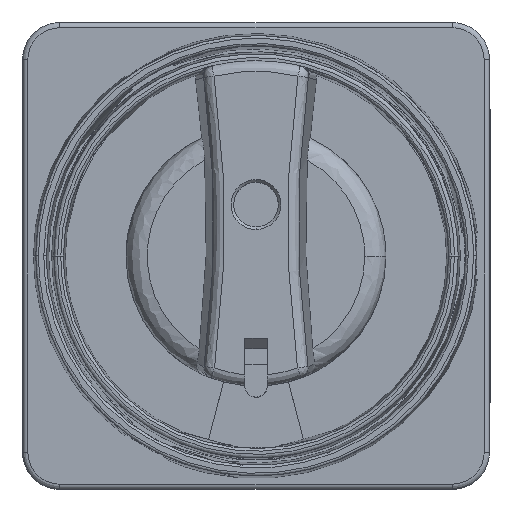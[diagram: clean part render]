
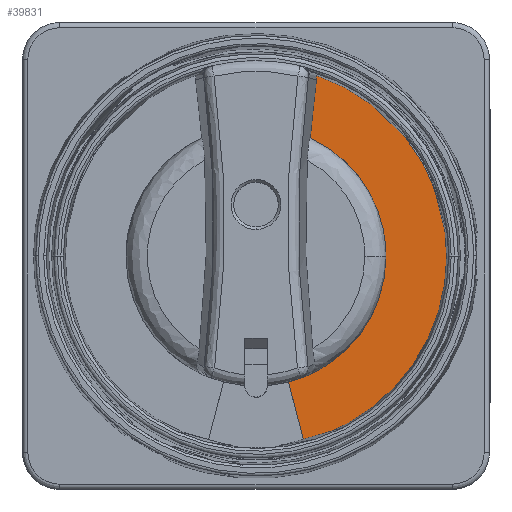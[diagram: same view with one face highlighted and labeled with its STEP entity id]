
A CAD part, top view. The second image highlights one B-rep face of the part: STEP entity #39831.
In plain terms, the highlighted free-form (B-spline) face has degree [1, 1] with [2, 2] control points.
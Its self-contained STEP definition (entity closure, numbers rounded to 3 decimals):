
#36919 = VERTEX_POINT('',#36920);
#36920 = CARTESIAN_POINT('',(-49.739,42.862,
    76.548));
#36925 = EDGE_CURVE('',#36926,#36919,#36928,.T.);
#36926 = VERTEX_POINT('',#36927);
#36927 = CARTESIAN_POINT('',(-62.687,63.041,
    76.548));
#36928 = ( BOUNDED_CURVE() B_SPLINE_CURVE(2,(#36929,#36930,#36931),
.UNSPECIFIED.,.F.,.F.) B_SPLINE_CURVE_WITH_KNOTS((3,3),(5.142,
6.283),.PIECEWISE_BEZIER_KNOTS.) CURVE() 
GEOMETRIC_REPRESENTATION_ITEM() RATIONAL_B_SPLINE_CURVE((1.,
0.842,1.)) REPRESENTATION_ITEM('') );
#36929 = CARTESIAN_POINT('',(-62.687,63.041,
    76.548));
#36930 = CARTESIAN_POINT('',(-49.739,57.105,
    76.548));
#36931 = CARTESIAN_POINT('',(-49.739,42.862,
    76.548));
#37291 = VERTEX_POINT('',#37292);
#37292 = CARTESIAN_POINT('',(-41.923,55.483,
    76.548));
#37339 = VERTEX_POINT('',#37340);
#37340 = CARTESIAN_POINT('',(-46.,62.545,
    76.548));
#37347 = EDGE_CURVE('',#37348,#37339,#37350,.T.);
#37348 = VERTEX_POINT('',#37349);
#37349 = CARTESIAN_POINT('',(-61.685,73.766,
    76.548));
#37350 = ( BOUNDED_CURVE() B_SPLINE_CURVE(2,(#37351,#37352,#37353),
.UNSPECIFIED.,.F.,.F.) B_SPLINE_CURVE_WITH_KNOTS((3,3),(5.033,
5.634),.PIECEWISE_BEZIER_KNOTS.) CURVE() 
GEOMETRIC_REPRESENTATION_ITEM() RATIONAL_B_SPLINE_CURVE((1.,
0.955,1.)) REPRESENTATION_ITEM('') );
#37351 = CARTESIAN_POINT('',(-61.685,73.766,
    76.548));
#37352 = CARTESIAN_POINT('',(-52.103,70.587,
    76.548));
#37353 = CARTESIAN_POINT('',(-46.,62.545,
    76.548));
#37364 = VERTEX_POINT('',#37365);
#37365 = CARTESIAN_POINT('',(-39.377,42.862,
    76.548));
#37370 = EDGE_CURVE('',#37291,#37364,#37371,.T.);
#37371 = ( BOUNDED_CURVE() B_SPLINE_CURVE(2,(#37372,#37373,#37374),
.UNSPECIFIED.,.F.,.F.) B_SPLINE_CURVE_WITH_KNOTS((3,3),(5.885,
6.283),.PIECEWISE_BEZIER_KNOTS.) CURVE() 
GEOMETRIC_REPRESENTATION_ITEM() RATIONAL_B_SPLINE_CURVE((1.,
0.98,1.)) REPRESENTATION_ITEM('') );
#37372 = CARTESIAN_POINT('',(-41.923,55.483,
    76.548));
#37373 = CARTESIAN_POINT('',(-39.377,49.429,
    76.548));
#37374 = CARTESIAN_POINT('',(-39.377,42.862,
    76.548));
#37472 = VERTEX_POINT('',#37473);
#37473 = CARTESIAN_POINT('',(-63.783,11.339,
    76.548));
#37479 = EDGE_CURVE('',#37364,#37472,#37480,.T.);
#37480 = ( BOUNDED_CURVE() B_SPLINE_CURVE(2,(#37481,#37482,#37483),
.UNSPECIFIED.,.F.,.F.) B_SPLINE_CURVE_WITH_KNOTS((3,3),(0.,
1.318),.PIECEWISE_BEZIER_KNOTS.) CURVE() 
GEOMETRIC_REPRESENTATION_ITEM() RATIONAL_B_SPLINE_CURVE((1.,
0.791,1.)) REPRESENTATION_ITEM('') );
#37481 = CARTESIAN_POINT('',(-39.377,42.862,
    76.548));
#37482 = CARTESIAN_POINT('',(-39.377,17.652,
    76.548));
#37483 = CARTESIAN_POINT('',(-63.783,11.339,
    76.548));
#37739 = EDGE_CURVE('',#37339,#37291,#37740,.T.);
#37740 = ( BOUNDED_CURVE() B_SPLINE_CURVE(2,(#37741,#37742,#37743),
.UNSPECIFIED.,.F.,.F.) B_SPLINE_CURVE_WITH_KNOTS((3,3),(5.634,
5.885),.PIECEWISE_BEZIER_KNOTS.) CURVE() 
GEOMETRIC_REPRESENTATION_ITEM() RATIONAL_B_SPLINE_CURVE((1.,
0.992,1.)) REPRESENTATION_ITEM('') );
#37741 = CARTESIAN_POINT('',(-46.,62.545,
    76.548));
#37742 = CARTESIAN_POINT('',(-43.516,59.271,
    76.548));
#37743 = CARTESIAN_POINT('',(-41.923,55.483,
    76.548));
#38797 = EDGE_CURVE('',#38798,#37472,#38800,.T.);
#38798 = VERTEX_POINT('',#38799);
#38799 = CARTESIAN_POINT('',(-66.378,21.371,
    76.548));
#38800 = B_SPLINE_CURVE_WITH_KNOTS('',1,(#38801,#38802),.UNSPECIFIED.,
  .F.,.F.,(2,2),(0.,11.437),.PIECEWISE_BEZIER_KNOTS.);
#38801 = CARTESIAN_POINT('',(-66.378,21.371,
    76.548));
#38802 = CARTESIAN_POINT('',(-63.783,11.339,
    76.548));
#39115 = VERTEX_POINT('',#39116);
#39116 = CARTESIAN_POINT('',(-61.613,72.964,
    76.548));
#39123 = EDGE_CURVE('',#37348,#39115,#39124,.T.);
#39124 = B_SPLINE_CURVE_WITH_KNOTS('',3,(#39125,#39126,#39127,#39128),
  .UNSPECIFIED.,.F.,.F.,(4,4),(0.,1.),.PIECEWISE_BEZIER_KNOTS.);
#39125 = CARTESIAN_POINT('',(-61.685,73.766,
    76.548));
#39126 = CARTESIAN_POINT('',(-61.602,73.51,
    76.548));
#39127 = CARTESIAN_POINT('',(-61.576,73.236,
    76.548));
#39128 = CARTESIAN_POINT('',(-61.613,72.964,
    76.548));
#39485 = EDGE_CURVE('',#36926,#39115,#39486,.T.);
#39486 = ( BOUNDED_CURVE() B_SPLINE_CURVE(2,(#39487,#39488,#39489),
.UNSPECIFIED.,.F.,.F.) B_SPLINE_CURVE_WITH_KNOTS((3,3),(
0.08,0.135),.PIECEWISE_BEZIER_KNOTS.) CURVE() 
GEOMETRIC_REPRESENTATION_ITEM() RATIONAL_B_SPLINE_CURVE((1.,
1.,1.)) REPRESENTATION_ITEM('') );
#39487 = CARTESIAN_POINT('',(-62.687,63.041,
    76.548));
#39488 = CARTESIAN_POINT('',(-62.286,68.017,
    76.548));
#39489 = CARTESIAN_POINT('',(-61.613,72.964,
    76.548));
#39742 = EDGE_CURVE('',#36919,#38798,#39743,.T.);
#39743 = ( BOUNDED_CURVE() B_SPLINE_CURVE(2,(#39744,#39745,#39746),
.UNSPECIFIED.,.F.,.F.) B_SPLINE_CURVE_WITH_KNOTS((3,3),(0.,
1.318),.PIECEWISE_BEZIER_KNOTS.) CURVE() 
GEOMETRIC_REPRESENTATION_ITEM() RATIONAL_B_SPLINE_CURVE((1.,
0.791,1.)) REPRESENTATION_ITEM('') );
#39744 = CARTESIAN_POINT('',(-49.739,42.862,
    76.548));
#39745 = CARTESIAN_POINT('',(-49.739,25.675,
    76.548));
#39746 = CARTESIAN_POINT('',(-66.378,21.371,
    76.548));
#39831 = ADVANCED_FACE('',(#39832),#39843,.T.);
#39832 = FACE_BOUND('',#39833,.T.);
#39833 = EDGE_LOOP('',(#39834,#39835,#39836,#39837,#39838,#39839,#39840,
    #39841,#39842));
#39834 = ORIENTED_EDGE('',*,*,#36925,.T.);
#39835 = ORIENTED_EDGE('',*,*,#39742,.T.);
#39836 = ORIENTED_EDGE('',*,*,#38797,.T.);
#39837 = ORIENTED_EDGE('',*,*,#37479,.F.);
#39838 = ORIENTED_EDGE('',*,*,#37370,.F.);
#39839 = ORIENTED_EDGE('',*,*,#37739,.F.);
#39840 = ORIENTED_EDGE('',*,*,#37347,.F.);
#39841 = ORIENTED_EDGE('',*,*,#39123,.T.);
#39842 = ORIENTED_EDGE('',*,*,#39485,.F.);
#39843 = B_SPLINE_SURFACE_WITH_KNOTS('',1,1,(
    (#39844,#39845)
    ,(#39846,#39847
    )),.UNSPECIFIED.,.F.,.F.,.F.,(2,2),(2,2),(-35.937,
    -6.136),(-70.046,-1.145),
  .PIECEWISE_BEZIER_KNOTS.);
#39844 = CARTESIAN_POINT('',(-39.377,73.766,
    76.548));
#39845 = CARTESIAN_POINT('',(-39.377,11.339,
    76.548));
#39846 = CARTESIAN_POINT('',(-66.378,73.766,
    76.548));
#39847 = CARTESIAN_POINT('',(-66.378,11.339,
    76.548));
